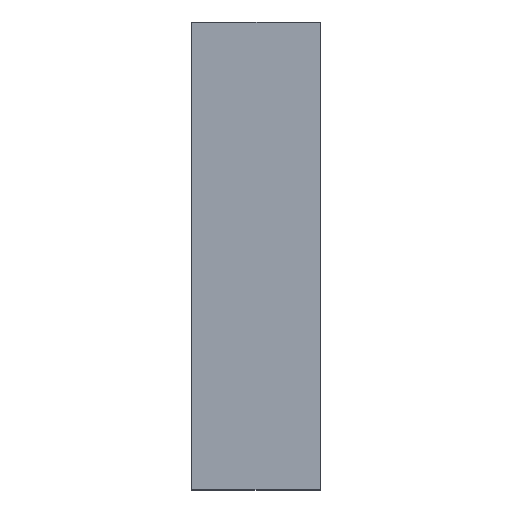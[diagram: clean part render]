
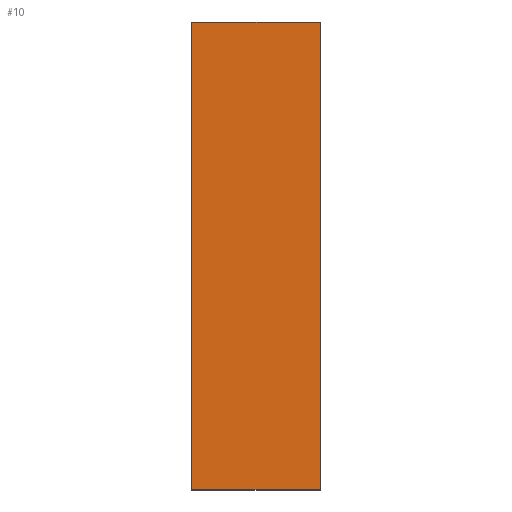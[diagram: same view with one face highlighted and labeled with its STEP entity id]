
A CAD part, top view. The second image highlights one B-rep face of the part: STEP entity #10.
In plain terms, the highlighted planar face has unit normal (0, 0, 1).
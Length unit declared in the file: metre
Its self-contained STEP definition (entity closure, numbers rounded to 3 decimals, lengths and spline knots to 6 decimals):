
#3 = DIRECTION ( 'NONE',  ( 1., 0., 0. ) ) ;
#10 = ADVANCED_FACE ( 'NONE', ( #158 ), #71, .F. ) ;
#13 = CARTESIAN_POINT ( 'NONE',  ( 0., 2.29, 0.05 ) ) ;
#15 = VECTOR ( 'NONE', #3, 1. ) ;
#22 = LINE ( 'NONE', #128, #184 ) ;
#29 = VECTOR ( 'NONE', #173, 1. ) ;
#36 = ORIENTED_EDGE ( 'NONE', *, *, #137, .T. ) ;
#50 = EDGE_CURVE ( 'NONE', #176, #109, #22, .T. ) ;
#56 = DIRECTION ( 'NONE',  ( -1., 0., 0. ) ) ;
#59 = ORIENTED_EDGE ( 'NONE', *, *, #64, .T. ) ;
#62 = CARTESIAN_POINT ( 'NONE',  ( 0., 0., 0.05 ) ) ;
#64 = EDGE_CURVE ( 'NONE', #109, #229, #174, .T. ) ;
#69 = CARTESIAN_POINT ( 'NONE',  ( 0., 0., 0.05 ) ) ;
#71 = PLANE ( 'NONE',  #120 ) ;
#80 = CARTESIAN_POINT ( 'NONE',  ( 0.63, 0., 0.05 ) ) ;
#104 = LINE ( 'NONE', #209, #29 ) ;
#106 = ORIENTED_EDGE ( 'NONE', *, *, #216, .T. ) ;
#109 = VERTEX_POINT ( 'NONE', #154 ) ;
#112 = DIRECTION ( 'NONE',  ( 0., 1., 0. ) ) ;
#120 = AXIS2_PLACEMENT_3D ( 'NONE', #205, #151, #56 ) ;
#121 = LINE ( 'NONE', #69, #15 ) ;
#125 = ORIENTED_EDGE ( 'NONE', *, *, #50, .T. ) ;
#128 = CARTESIAN_POINT ( 'NONE',  ( 0.63, 0., 0.05 ) ) ;
#137 = EDGE_CURVE ( 'NONE', #233, #176, #121, .T. ) ;
#138 = EDGE_LOOP ( 'NONE', ( #106, #36, #125, #59 ) ) ;
#151 = DIRECTION ( 'NONE',  ( 0., 0., -1. ) ) ;
#153 = VECTOR ( 'NONE', #206, 1. ) ;
#154 = CARTESIAN_POINT ( 'NONE',  ( 0.63, 2.29, 0.05 ) ) ;
#158 = FACE_OUTER_BOUND ( 'NONE', #138, .T. ) ;
#173 = DIRECTION ( 'NONE',  ( 0., -1., 0. ) ) ;
#174 = LINE ( 'NONE', #13, #153 ) ;
#176 = VERTEX_POINT ( 'NONE', #80 ) ;
#184 = VECTOR ( 'NONE', #112, 1. ) ;
#205 = CARTESIAN_POINT ( 'NONE',  ( 0., 0., 0.05 ) ) ;
#206 = DIRECTION ( 'NONE',  ( -1., 0., 0. ) ) ;
#209 = CARTESIAN_POINT ( 'NONE',  ( 0., 0., 0.05 ) ) ;
#216 = EDGE_CURVE ( 'NONE', #229, #233, #104, .T. ) ;
#223 = CARTESIAN_POINT ( 'NONE',  ( 0., 2.29, 0.05 ) ) ;
#229 = VERTEX_POINT ( 'NONE', #223 ) ;
#233 = VERTEX_POINT ( 'NONE', #62 ) ;
